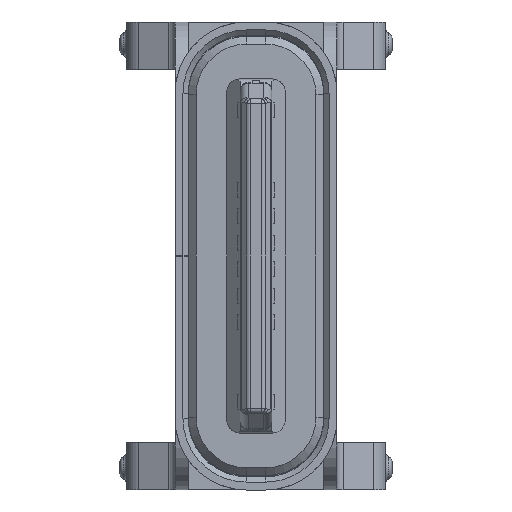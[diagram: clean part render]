
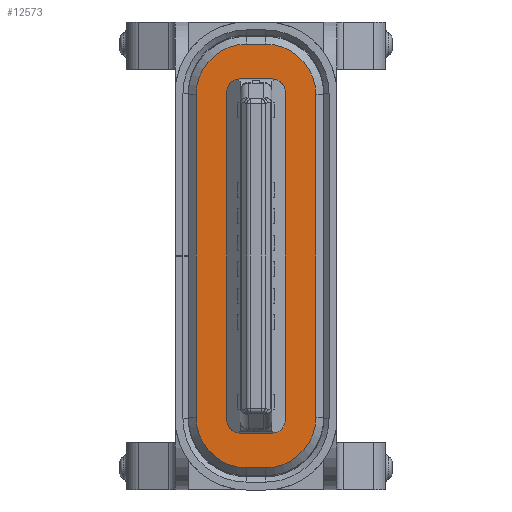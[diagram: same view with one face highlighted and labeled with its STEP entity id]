
A CAD part, front view. The second image highlights one B-rep face of the part: STEP entity #12573.
In plain terms, the highlighted planar face has unit normal (0, -1, 0).
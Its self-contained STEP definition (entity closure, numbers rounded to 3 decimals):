
#1639=DIRECTION('',(0.,0.,-1.));
#1640=VECTOR('',#1639,6.1);
#1641=CARTESIAN_POINT('',(-1.13,-4.115,
3.05));
#1642=LINE('',#1641,#1640);
#1707=CARTESIAN_POINT('',(-0.18,-4.115,
-3.05));
#1708=DIRECTION('',(0.,1.,0.));
#1709=DIRECTION('',(0.,0.,-1.));
#1710=AXIS2_PLACEMENT_3D('',#1707,#1708,#1709);
#1712=CARTESIAN_POINT('',(-0.18,-4.115,
3.05));
#1713=DIRECTION('',(0.,1.,0.));
#1714=DIRECTION('',(-1.,0.,0.));
#1715=AXIS2_PLACEMENT_3D('',#1712,#1713,#1714);
#1717=CARTESIAN_POINT('',(0.18,-4.115,
3.05));
#1718=DIRECTION('',(0.,1.,0.));
#1719=DIRECTION('',(0.,0.,1.));
#1720=AXIS2_PLACEMENT_3D('',#1717,#1718,#1719);
#1722=CARTESIAN_POINT('',(0.18,-4.115,
-3.05));
#1723=DIRECTION('',(0.,1.,0.));
#1724=DIRECTION('',(1.,0.,0.));
#1725=AXIS2_PLACEMENT_3D('',#1722,#1723,#1724);
#1727=CARTESIAN_POINT('',(-0.309,-4.115,
3.105));
#1728=DIRECTION('',(0.,1.,0.));
#1729=DIRECTION('',(-1.,0.,0.));
#1730=AXIS2_PLACEMENT_3D('',#1727,#1728,#1729);
#1732=DIRECTION('',(0.,0.,-1.));
#1733=VECTOR('',#1732,6.21);
#1734=CARTESIAN_POINT('',(-0.549,-4.115,
3.105));
#1735=LINE('',#1734,#1733);
#1736=CARTESIAN_POINT('',(-0.309,-4.115,
-3.105));
#1737=DIRECTION('',(0.,1.,0.));
#1738=DIRECTION('',(0.,0.,-1.));
#1739=AXIS2_PLACEMENT_3D('',#1736,#1737,#1738);
#1741=DIRECTION('',(-1.,0.,0.));
#1742=VECTOR('',#1741,0.62);
#1743=CARTESIAN_POINT('',(0.311,-4.115,
-3.345));
#1744=LINE('',#1743,#1742);
#1745=CARTESIAN_POINT('',(0.311,-4.115,
-3.105));
#1746=DIRECTION('',(0.,1.,0.));
#1747=DIRECTION('',(1.,0.,0.));
#1748=AXIS2_PLACEMENT_3D('',#1745,#1746,#1747);
#1750=DIRECTION('',(0.,0.,-1.));
#1751=VECTOR('',#1750,6.21);
#1752=CARTESIAN_POINT('',(0.551,-4.115,
3.105));
#1753=LINE('',#1752,#1751);
#1754=CARTESIAN_POINT('',(0.311,-4.115,
3.105));
#1755=DIRECTION('',(0.,1.,0.));
#1756=DIRECTION('',(0.,0.,1.));
#1757=AXIS2_PLACEMENT_3D('',#1754,#1755,#1756);
#1759=DIRECTION('',(1.,0.,0.));
#1760=VECTOR('',#1759,0.36);
#1761=CARTESIAN_POINT('',(-0.18,-4.115,
-4.));
#1762=LINE('',#1761,#1760);
#7481=DIRECTION('',(0.,0.,1.));
#7482=VECTOR('',#7481,6.1);
#7483=CARTESIAN_POINT('',(1.13,-4.115,
-3.05));
#7484=LINE('',#7483,#7482);
#7525=DIRECTION('',(-1.,0.,0.));
#7526=VECTOR('',#7525,0.36);
#7527=CARTESIAN_POINT('',(0.18,-4.115,
4.));
#7528=LINE('',#7527,#7526);
#7545=DIRECTION('',(-1.,0.,0.));
#7546=VECTOR('',#7545,0.62);
#7547=CARTESIAN_POINT('',(0.311,-4.115,
3.345));
#7548=LINE('',#7547,#7546);
#9373=CARTESIAN_POINT('',(-1.13,-4.115,
3.05));
#9375=VERTEX_POINT('',#9373);
#9377=CARTESIAN_POINT('',(-1.13,-4.115,
-3.05));
#9378=VERTEX_POINT('',#9377);
#9381=CARTESIAN_POINT('',(-0.18,-4.115,
4.));
#9382=VERTEX_POINT('',#9381);
#9389=CARTESIAN_POINT('',(0.18,-4.115,
-4.));
#9390=VERTEX_POINT('',#9389);
#9391=CARTESIAN_POINT('',(1.13,-4.115,
-3.05));
#9392=VERTEX_POINT('',#9391);
#9393=CARTESIAN_POINT('',(-0.18,-4.115,
-4.));
#9394=VERTEX_POINT('',#9393);
#9395=CARTESIAN_POINT('',(0.18,-4.115,
4.));
#9396=VERTEX_POINT('',#9395);
#9397=CARTESIAN_POINT('',(1.13,-4.115,3.05));
#9398=VERTEX_POINT('',#9397);
#11549=CARTESIAN_POINT('',(0.311,-4.115,
-3.345));
#11551=VERTEX_POINT('',#11549);
#11553=CARTESIAN_POINT('',(-0.309,-4.115,
-3.345));
#11555=VERTEX_POINT('',#11553);
#11557=CARTESIAN_POINT('',(0.311,-4.115,
3.345));
#11559=VERTEX_POINT('',#11557);
#11561=CARTESIAN_POINT('',(-0.309,-4.115,
3.345));
#11563=VERTEX_POINT('',#11561);
#11585=CARTESIAN_POINT('',(0.551,-4.115,
3.105));
#11587=VERTEX_POINT('',#11585);
#11589=CARTESIAN_POINT('',(0.551,-4.115,
-3.105));
#11591=VERTEX_POINT('',#11589);
#11595=CARTESIAN_POINT('',(-0.549,-4.115,
-3.105));
#11596=VERTEX_POINT('',#11595);
#11597=CARTESIAN_POINT('',(-0.549,-4.115,
3.105));
#11598=VERTEX_POINT('',#11597);
#12535=CARTESIAN_POINT('',(-0.549,-4.115,
4.5));
#12536=DIRECTION('',(0.,-1.,0.));
#12537=DIRECTION('',(-1.,0.,0.));
#12538=AXIS2_PLACEMENT_3D('',#12535,#12536,#12537);
#12539=PLANE('',#12538);
#12541=ORIENTED_EDGE('',*,*,#12540,.F.);
#12542=ORIENTED_EDGE('',*,*,#12528,.T.);
#12543=ORIENTED_EDGE('',*,*,#12429,.F.);
#12544=ORIENTED_EDGE('',*,*,#12446,.T.);
#12546=ORIENTED_EDGE('',*,*,#12545,.F.);
#12548=ORIENTED_EDGE('',*,*,#12547,.T.);
#12550=ORIENTED_EDGE('',*,*,#12549,.F.);
#12552=ORIENTED_EDGE('',*,*,#12551,.T.);
#12553=EDGE_LOOP('',(#12541,#12542,#12543,#12544,#12546,#12548,#12550,#12552));
#12554=FACE_OUTER_BOUND('',#12553,.F.);
#12556=ORIENTED_EDGE('',*,*,#12555,.T.);
#12558=ORIENTED_EDGE('',*,*,#12557,.F.);
#12560=ORIENTED_EDGE('',*,*,#12559,.T.);
#12562=ORIENTED_EDGE('',*,*,#12561,.F.);
#12564=ORIENTED_EDGE('',*,*,#12563,.F.);
#12566=ORIENTED_EDGE('',*,*,#12565,.F.);
#12568=ORIENTED_EDGE('',*,*,#12567,.F.);
#12570=ORIENTED_EDGE('',*,*,#12569,.F.);
#12571=EDGE_LOOP('',(#12556,#12558,#12560,#12562,#12564,#12566,#12568,#12570));
#12572=FACE_BOUND('',#12571,.F.);
#1711=CIRCLE('',#1710,0.95);
#1716=CIRCLE('',#1715,0.95);
#1721=CIRCLE('',#1720,0.95);
#1726=CIRCLE('',#1725,0.95);
#1731=CIRCLE('',#1730,0.24);
#1740=CIRCLE('',#1739,0.24);
#1749=CIRCLE('',#1748,0.24);
#1758=CIRCLE('',#1757,0.24);
#12429=EDGE_CURVE('',#9375,#9378,#1642,.T.);
#12446=EDGE_CURVE('',#9375,#9382,#1716,.T.);
#12528=EDGE_CURVE('',#9394,#9378,#1711,.T.);
#12540=EDGE_CURVE('',#9394,#9390,#1762,.T.);
#12545=EDGE_CURVE('',#9396,#9382,#7528,.T.);
#12547=EDGE_CURVE('',#9396,#9398,#1721,.T.);
#12549=EDGE_CURVE('',#9392,#9398,#7484,.T.);
#12551=EDGE_CURVE('',#9392,#9390,#1726,.T.);
#12555=EDGE_CURVE('',#11559,#11563,#7548,.T.);
#12557=EDGE_CURVE('',#11598,#11563,#1731,.T.);
#12559=EDGE_CURVE('',#11598,#11596,#1735,.T.);
#12561=EDGE_CURVE('',#11555,#11596,#1740,.T.);
#12563=EDGE_CURVE('',#11551,#11555,#1744,.T.);
#12565=EDGE_CURVE('',#11591,#11551,#1749,.T.);
#12567=EDGE_CURVE('',#11587,#11591,#1753,.T.);
#12569=EDGE_CURVE('',#11559,#11587,#1758,.T.);
#12573=ADVANCED_FACE('',(#12554,#12572),#12539,.T.);
